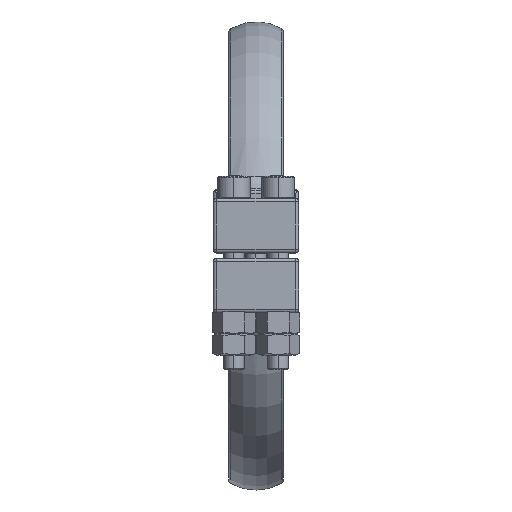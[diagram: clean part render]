
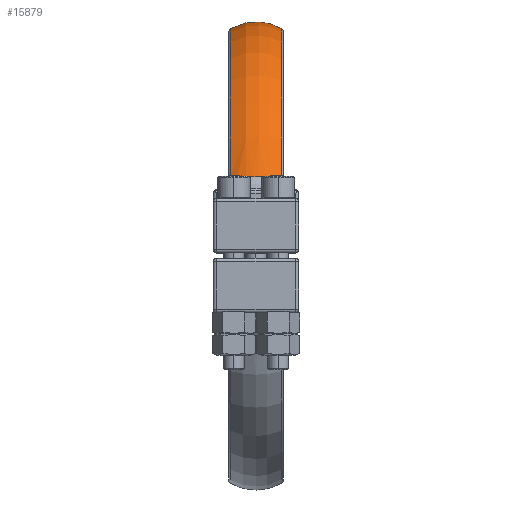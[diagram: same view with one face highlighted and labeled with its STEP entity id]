
A CAD part, top view. The second image highlights one B-rep face of the part: STEP entity #15879.
In plain terms, the highlighted toroidal (fillet/blend) face has major radius 106.75 mm and minor radius 30 mm.
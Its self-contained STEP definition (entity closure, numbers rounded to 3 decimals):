
#88 = CARTESIAN_POINT ( 'NONE',  ( 10.656, 46.62, 126.475 ) ) ;
#140 = CARTESIAN_POINT ( 'NONE',  ( 13.619, 46.749, 125.078 ) ) ;
#146 = EDGE_CURVE ( 'NONE', #15304, #5203, #7716, .T. ) ;
#287 = DIRECTION ( 'NONE',  ( -1., 0., 0. ) ) ;
#343 = CARTESIAN_POINT ( 'NONE',  ( -7.195, 46.408, 127.718 ) ) ;
#563 = CARTESIAN_POINT ( 'NONE',  ( -13.615, 46.749, 125.08 ) ) ;
#736 = CARTESIAN_POINT ( 'NONE',  ( -10.656, 46.62, 126.475 ) ) ;
#799 = AXIS2_PLACEMENT_3D ( 'NONE', #12935, #15461, #9423 ) ;
#823 = CARTESIAN_POINT ( 'NONE',  ( 10.656, 46.62, -126.475 ) ) ;
#961 = ORIENTED_EDGE ( 'NONE', *, *, #11445, .T. ) ;
#962 = CARTESIAN_POINT ( 'NONE',  ( 4.532, 46.215, -128.353 ) ) ;
#1048 = CARTESIAN_POINT ( 'NONE',  ( -3.644, 46.16, -128.503 ) ) ;
#1429 = EDGE_CURVE ( 'NONE', #4059, #14912, #13682, .T. ) ;
#1443 = CARTESIAN_POINT ( 'NONE',  ( -6.309, 46.339, 127.961 ) ) ;
#1563 = CARTESIAN_POINT ( 'NONE',  ( 15., 0., 0. ) ) ;
#1686 = EDGE_LOOP ( 'NONE', ( #6284, #5217, #14349, #6550, #3187, #961, #7322, #3733 ) ) ;
#2003 = CARTESIAN_POINT ( 'NONE',  ( -15., 46.833, 124.194 ) ) ;
#2009 = CARTESIAN_POINT ( 'NONE',  ( 13.614, 46.749, -125.081 ) ) ;
#2227 = CARTESIAN_POINT ( 'NONE',  ( 8.945, 46.533, -127.153 ) ) ;
#2444 = CARTESIAN_POINT ( 'NONE',  ( -12.168, 46.678, -125.841 ) ) ;
#2538 = CARTESIAN_POINT ( 'NONE',  ( -9.806, 46.588, 126.831 ) ) ;
#2768 = CARTESIAN_POINT ( 'NONE',  ( 10.656, 46.62, 126.475 ) ) ;
#2860 = TOROIDAL_SURFACE ( 'NONE', #7681, 106.75, 30. ) ;
#2893 = CARTESIAN_POINT ( 'NONE',  ( -1.839, 46.084, 128.706 ) ) ;
#3116 = B_SPLINE_CURVE_WITH_KNOTS ( 'NONE', 3,
 ( #11251, #2444, #8916, #4970 ),
 .UNSPECIFIED., .F., .F.,
 ( 4, 4 ),
 ( 0.028, 0.033 ),
 .UNSPECIFIED. ) ;
#3187 = ORIENTED_EDGE ( 'NONE', *, *, #3578, .T. ) ;
#3432 = B_SPLINE_CURVE_WITH_KNOTS ( 'NONE', 3,
 ( #7755, #2538, #9098, #343, #1443, #4149, #14377, #2893, #15815, #4241, #13027, #5495, #6584, #4067, #9356, #6752, #13115, #88 ),
 .UNSPECIFIED., .F., .F.,
 ( 4, 2, 2, 2, 2, 2, 2, 2, 4 ),
 ( 0., 0.003, 0.006, 0.008, 0.011, 0.012, 0.014, 0.017, 0.022 ),
 .UNSPECIFIED. ) ;
#3578 = EDGE_CURVE ( 'NONE', #6624, #11648, #16375, .T. ) ;
#3588 = CARTESIAN_POINT ( 'NONE',  ( -0.433, 46.062, -128.759 ) ) ;
#3733 = ORIENTED_EDGE ( 'NONE', *, *, #1429, .T. ) ;
#4059 = VERTEX_POINT ( 'NONE', #9864 ) ;
#4067 = CARTESIAN_POINT ( 'NONE',  ( 3.644, 46.16, 128.503 ) ) ;
#4149 = CARTESIAN_POINT ( 'NONE',  ( -4.532, 46.215, 128.353 ) ) ;
#4241 = CARTESIAN_POINT ( 'NONE',  ( 0.433, 46.062, 128.759 ) ) ;
#4772 = VERTEX_POINT ( 'NONE', #16363 ) ;
#4775 = CARTESIAN_POINT ( 'NONE',  ( 3.638, 46.16, -128.503 ) ) ;
#4970 = CARTESIAN_POINT ( 'NONE',  ( -15., 46.833, -124.194 ) ) ;
#5203 = VERTEX_POINT ( 'NONE', #12215 ) ;
#5217 = ORIENTED_EDGE ( 'NONE', *, *, #15308, .T. ) ;
#5439 = DIRECTION ( 'NONE',  ( 0., 0., 1. ) ) ;
#5495 = CARTESIAN_POINT ( 'NONE',  ( 1.807, 46.087, 128.696 ) ) ;
#5609 = CARTESIAN_POINT ( 'NONE',  ( 15., 46.833, 124.194 ) ) ;
#6116 = CARTESIAN_POINT ( 'NONE',  ( 7.195, 46.408, -127.718 ) ) ;
#6195 = CARTESIAN_POINT ( 'NONE',  ( -8.954, 46.555, -127.188 ) ) ;
#6284 = ORIENTED_EDGE ( 'NONE', *, *, #14353, .T. ) ;
#6550 = ORIENTED_EDGE ( 'NONE', *, *, #9250, .T. ) ;
#6584 = CARTESIAN_POINT ( 'NONE',  ( 2.269, 46.102, 128.657 ) ) ;
#6624 = VERTEX_POINT ( 'NONE', #10439 ) ;
#6752 = CARTESIAN_POINT ( 'NONE',  ( 7.22, 46.403, 127.759 ) ) ;
#6775 = CARTESIAN_POINT ( 'NONE',  ( -10.656, 46.62, -126.475 ) ) ;
#7322 = ORIENTED_EDGE ( 'NONE', *, *, #14720, .T. ) ;
#7528 = CARTESIAN_POINT ( 'NONE',  ( 9.806, 46.588, -126.831 ) ) ;
#7681 = AXIS2_PLACEMENT_3D ( 'NONE', #16115, #8308, #12239 ) ;
#7716 = B_SPLINE_CURVE_WITH_KNOTS ( 'NONE', 3,
 ( #2003, #563, #12247, #736 ),
 .UNSPECIFIED., .F., .F.,
 ( 4, 4 ),
 ( 0.001, 0.006 ),
 .UNSPECIFIED. ) ;
#7755 = CARTESIAN_POINT ( 'NONE',  ( -10.656, 46.62, 126.475 ) ) ;
#8059 = VERTEX_POINT ( 'NONE', #16404 ) ;
#8308 = DIRECTION ( 'NONE',  ( -1., 0., 0. ) ) ;
#8480 = CARTESIAN_POINT ( 'NONE',  ( 12.166, 46.678, -125.842 ) ) ;
#8617 = CARTESIAN_POINT ( 'NONE',  ( -1.807, 46.087, -128.696 ) ) ;
#8916 = CARTESIAN_POINT ( 'NONE',  ( -13.615, 46.749, -125.08 ) ) ;
#9023 = AXIS2_PLACEMENT_3D ( 'NONE', #1563, #287, #5439 ) ;
#9098 = CARTESIAN_POINT ( 'NONE',  ( -8.945, 46.533, 127.153 ) ) ;
#9250 = EDGE_CURVE ( 'NONE', #5203, #6624, #3432, .T. ) ;
#9254 = CARTESIAN_POINT ( 'NONE',  ( -15., 46.833, 124.194 ) ) ;
#9356 = CARTESIAN_POINT ( 'NONE',  ( 4.547, 46.216, 128.35 ) ) ;
#9423 = DIRECTION ( 'NONE',  ( 0., 0., -1. ) ) ;
#9789 = CARTESIAN_POINT ( 'NONE',  ( -7.22, 46.403, -127.759 ) ) ;
#9864 = CARTESIAN_POINT ( 'NONE',  ( 10.656, 46.62, -126.475 ) ) ;
#9922 = CIRCLE ( 'NONE', #799, 132.731 ) ;
#10439 = CARTESIAN_POINT ( 'NONE',  ( 10.656, 46.62, 126.475 ) ) ;
#11208 = CARTESIAN_POINT ( 'NONE',  ( 1.839, 46.084, -128.706 ) ) ;
#11251 = CARTESIAN_POINT ( 'NONE',  ( -10.656, 46.62, -126.475 ) ) ;
#11445 = EDGE_CURVE ( 'NONE', #11648, #8059, #12242, .T. ) ;
#11648 = VERTEX_POINT ( 'NONE', #5609 ) ;
#11653 = CARTESIAN_POINT ( 'NONE',  ( 12.172, 46.679, 125.839 ) ) ;
#12215 = CARTESIAN_POINT ( 'NONE',  ( -10.656, 46.62, 126.475 ) ) ;
#12239 = DIRECTION ( 'NONE',  ( 0., -1., 0. ) ) ;
#12242 = CIRCLE ( 'NONE', #9023, 132.731 ) ;
#12247 = CARTESIAN_POINT ( 'NONE',  ( -12.168, 46.678, 125.841 ) ) ;
#12630 = CARTESIAN_POINT ( 'NONE',  ( -0.89, 46.067, -128.747 ) ) ;
#12935 = CARTESIAN_POINT ( 'NONE',  ( -15., 0., 0. ) ) ;
#12970 = B_SPLINE_CURVE_WITH_KNOTS ( 'NONE', 3,
 ( #14861, #2009, #8480, #823 ),
 .UNSPECIFIED., .F., .F.,
 ( 4, 4 ),
 ( 0.001, 0.006 ),
 .UNSPECIFIED. ) ;
#13027 = CARTESIAN_POINT ( 'NONE',  ( 0.89, 46.067, 128.747 ) ) ;
#13115 = CARTESIAN_POINT ( 'NONE',  ( 8.954, 46.555, 127.188 ) ) ;
#13339 = FACE_OUTER_BOUND ( 'NONE', #1686, .T. ) ;
#13655 = CARTESIAN_POINT ( 'NONE',  ( -2.269, 46.102, -128.657 ) ) ;
#13682 = B_SPLINE_CURVE_WITH_KNOTS ( 'NONE', 3,
 ( #16513, #7528, #2227, #6116, #15003, #962, #4775, #11208, #15249, #3588, #12630, #8617, #13655, #1048, #13809, #9789, #6195, #16179 ),
 .UNSPECIFIED., .F., .F.,
 ( 4, 2, 2, 2, 2, 2, 2, 2, 4 ),
 ( 0., 0.003, 0.006, 0.008, 0.011, 0.012, 0.014, 0.017, 0.022 ),
 .UNSPECIFIED. ) ;
#13809 = CARTESIAN_POINT ( 'NONE',  ( -4.547, 46.216, -128.35 ) ) ;
#14349 = ORIENTED_EDGE ( 'NONE', *, *, #146, .T. ) ;
#14353 = EDGE_CURVE ( 'NONE', #14912, #4772, #3116, .T. ) ;
#14377 = CARTESIAN_POINT ( 'NONE',  ( -3.638, 46.16, 128.503 ) ) ;
#14720 = EDGE_CURVE ( 'NONE', #8059, #4059, #12970, .T. ) ;
#14861 = CARTESIAN_POINT ( 'NONE',  ( 15., 46.833, -124.194 ) ) ;
#14912 = VERTEX_POINT ( 'NONE', #6775 ) ;
#15003 = CARTESIAN_POINT ( 'NONE',  ( 6.309, 46.339, -127.961 ) ) ;
#15249 = CARTESIAN_POINT ( 'NONE',  ( 0.934, 46.062, -128.758 ) ) ;
#15304 = VERTEX_POINT ( 'NONE', #9254 ) ;
#15308 = EDGE_CURVE ( 'NONE', #4772, #15304, #9922, .T. ) ;
#15461 = DIRECTION ( 'NONE',  ( 1., 0., 0. ) ) ;
#15526 = CARTESIAN_POINT ( 'NONE',  ( 15., 46.833, 124.194 ) ) ;
#15815 = CARTESIAN_POINT ( 'NONE',  ( -0.934, 46.062, 128.758 ) ) ;
#15879 = ADVANCED_FACE ( 'NONE', ( #13339 ), #2860, .T. ) ;
#16115 = CARTESIAN_POINT ( 'NONE',  ( 0., 0., 0. ) ) ;
#16179 = CARTESIAN_POINT ( 'NONE',  ( -10.656, 46.62, -126.475 ) ) ;
#16363 = CARTESIAN_POINT ( 'NONE',  ( -15., 46.833, -124.194 ) ) ;
#16375 = B_SPLINE_CURVE_WITH_KNOTS ( 'NONE', 3,
 ( #2768, #11653, #140, #15526 ),
 .UNSPECIFIED., .F., .F.,
 ( 4, 4 ),
 ( 0.028, 0.033 ),
 .UNSPECIFIED. ) ;
#16404 = CARTESIAN_POINT ( 'NONE',  ( 15., 46.833, -124.194 ) ) ;
#16513 = CARTESIAN_POINT ( 'NONE',  ( 10.656, 46.62, -126.475 ) ) ;
